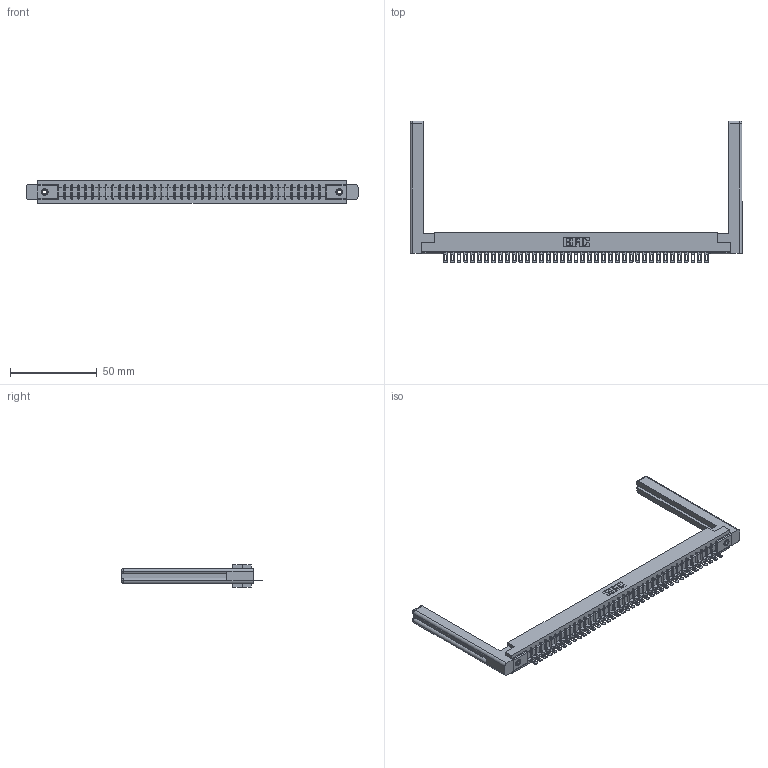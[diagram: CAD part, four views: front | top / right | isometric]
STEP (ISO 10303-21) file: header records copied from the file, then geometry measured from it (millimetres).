
FILE_DESCRIPTION (( 'STEP AP203' ), '1' );
FILE_NAME ('307-039-401-158.STEP', '2020-09-29T08:11:20', ( '' ), ( '' ), 'SwSTEP 2.0', 'SolidWorks 2020', '' );
FILE_SCHEMA (( 'CONFIG_CONTROL_DESIGN' ));
Length unit declared in the file: inch
Products named in the file (5): 307-220-058; 307-290-002_501; 307 Part_.156 Dia Mounting Holes; 345-250-001_345-250-001-102; 307-039-401-158
Assembly tree (44 placements, depth 2):
  307-039-401-158
    307 Part_.156 Dia Mounting Holes
    307-290-002_501  x39
    307-220-058  x2
    345-250-001_345-250-001-102  x2
Bounding box: 191.16 x 81.74 x 12.7 mm (x, y, z)
Volume: 27588.4 mm3; surface area: 30765.3 mm2
Topology: 44 solids, 44 shells, 3264 faces, 9959 edges, 6518 vertices
Faces by surface type: plane 1870, cylinder 1290, sphere 80, torus 12, cone 12
Entity records: 37231 total; most frequent: CARTESIAN_POINT 6287, ORIENTED_EDGE 6216, DIRECTION 6074, EDGE_CURVE 3108, LINE 2372, VECTOR 2372, VERTEX_POINT 2010, AXIS2_PLACEMENT_3D 1851
